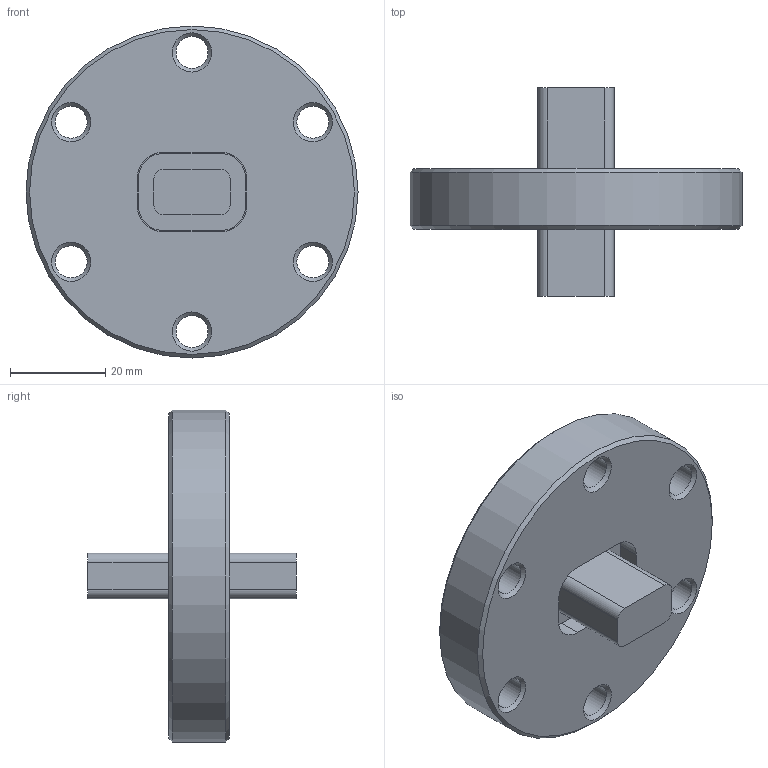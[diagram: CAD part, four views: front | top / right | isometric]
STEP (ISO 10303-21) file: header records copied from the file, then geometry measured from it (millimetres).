
FILE_DESCRIPTION(/* description */ ('STEP AP203'),/* implementation_level */ '2;1');
FILE_NAME(/* name */ 'FH-USB2-40CF.stp',/* time_stamp */ '2015-10-07T14:04:40+01:00',/* author */ ('Paul'),/* organization */ (''),/* preprocessor_version */ 'ST-DEVELOPER v16.1',/* originating_system */ 'Autodesk Inventor 2016',/* authorisation */ '');
FILE_SCHEMA (('AUTOMOTIVE_DESIGN { 1 0 10303 214 3 1 1 }'));
Length unit declared in the file: millimetre
Products named in the file (1): FH-USB2-40CF
Bounding box: 69.85 x 43.81 x 69.85 mm (x, y, z)
Volume: 47212.3 mm3; surface area: 14945.1 mm2
Topology: 2 solids, 2 shells, 95 faces, 243 edges, 159 vertices
Faces by surface type: plane 43, cylinder 37, cone 15
Full cylindrical faces by diameter (mm): 6.731 x6, 41.91 x1, 48.311 x1, 69.85 x1
Entity records: 2761 total; most frequent: DIRECTION 492, CARTESIAN_POINT 460, ORIENTED_EDGE 424, EDGE_CURVE 212, AXIS2_PLACEMENT_3D 184, VERTEX_POINT 152, EDGE_LOOP 140, LINE 124
